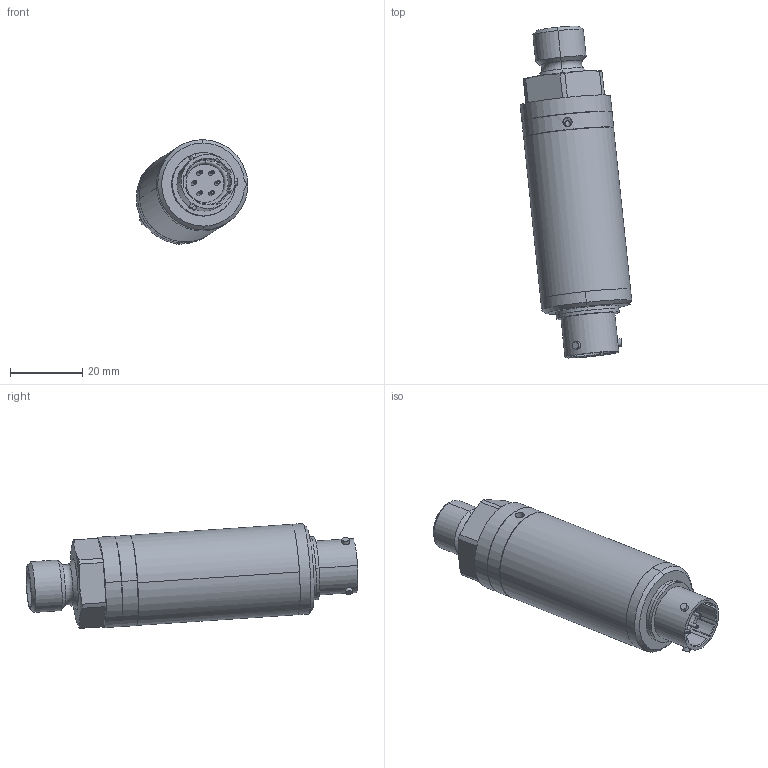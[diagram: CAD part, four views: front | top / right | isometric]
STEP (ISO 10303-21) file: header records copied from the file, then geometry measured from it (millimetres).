
FILE_DESCRIPTION((''),'2;1');
FILE_NAME('UNIK5065-TD-A2-CB-H0-_SW0003','2024-08-08T11:27:46',('KINGNAT'),(''),'CREO PARAMETRIC BY PTC INC, 2020414','CREO PARAMETRIC BY PTC INC, 2020414','');
FILE_SCHEMA(('CONFIG_CONTROL_DESIGN'));
Length unit declared in the file: millimetre
Products named in the file (1): UNIK5065-TD-A2-CB-H0-_SW0003
Bounding box: 30.81 x 91.7 x 28.94 mm (x, y, z)
Volume: 33498.6 mm3; surface area: 9354 mm2
Topology: 1 solids, 1 shells, 177 faces, 404 edges, 249 vertices
Faces by surface type: cylinder 70, plane 46, cone 31, torus 30
Entity records: 5612 total; most frequent: CARTESIAN_POINT 1442, DIRECTION 959, ORIENTED_EDGE 804, AXIS2_PLACEMENT_3D 407, EDGE_CURVE 402, VERTEX_POINT 249, CIRCLE 230, EDGE_LOOP 201
